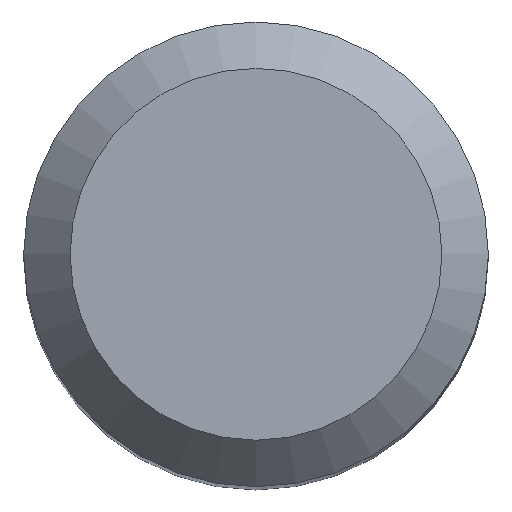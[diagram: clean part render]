
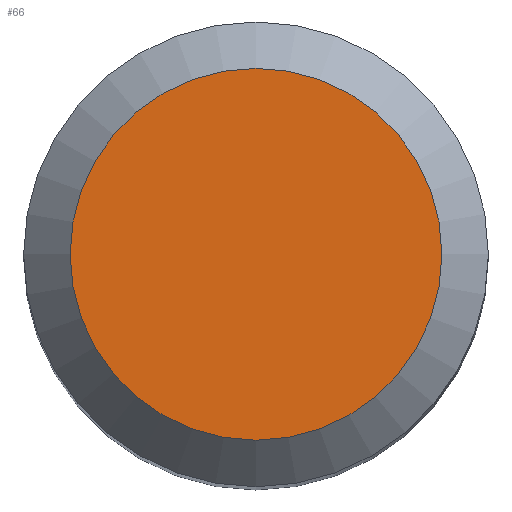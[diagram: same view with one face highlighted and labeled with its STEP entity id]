
A CAD part, top view. The second image highlights one B-rep face of the part: STEP entity #66.
In plain terms, the highlighted planar face has unit normal (0, 0, 1).
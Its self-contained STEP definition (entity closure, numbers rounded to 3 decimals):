
#3 = PLANE ( 'NONE',  #118 ) ;
#38 = EDGE_LOOP ( 'NONE', ( #143 ) ) ;
#46 = AXIS2_PLACEMENT_3D ( 'NONE', #72, #93, #204 ) ;
#66 = ADVANCED_FACE ( 'NONE', ( #206 ), #3, .F. ) ;
#72 = CARTESIAN_POINT ( 'NONE',  ( 0., 0., 89. ) ) ;
#93 = DIRECTION ( 'NONE',  ( 0., 0., -1. ) ) ;
#109 = EDGE_CURVE ( 'NONE', #153, #153, #157, .T. ) ;
#115 = CARTESIAN_POINT ( 'NONE',  ( 0., 4., 89. ) ) ;
#118 = AXIS2_PLACEMENT_3D ( 'NONE', #250, #127, #227 ) ;
#127 = DIRECTION ( 'NONE',  ( 0., 0., -1. ) ) ;
#143 = ORIENTED_EDGE ( 'NONE', *, *, #109, .F. ) ;
#153 = VERTEX_POINT ( 'NONE', #115 ) ;
#157 = CIRCLE ( 'NONE', #46, 4. ) ;
#204 = DIRECTION ( 'NONE',  ( 0., 1., 0. ) ) ;
#206 = FACE_OUTER_BOUND ( 'NONE', #38, .T. ) ;
#227 = DIRECTION ( 'NONE',  ( 0., 1., 0. ) ) ;
#250 = CARTESIAN_POINT ( 'NONE',  ( 0., 0., 89. ) ) ;
